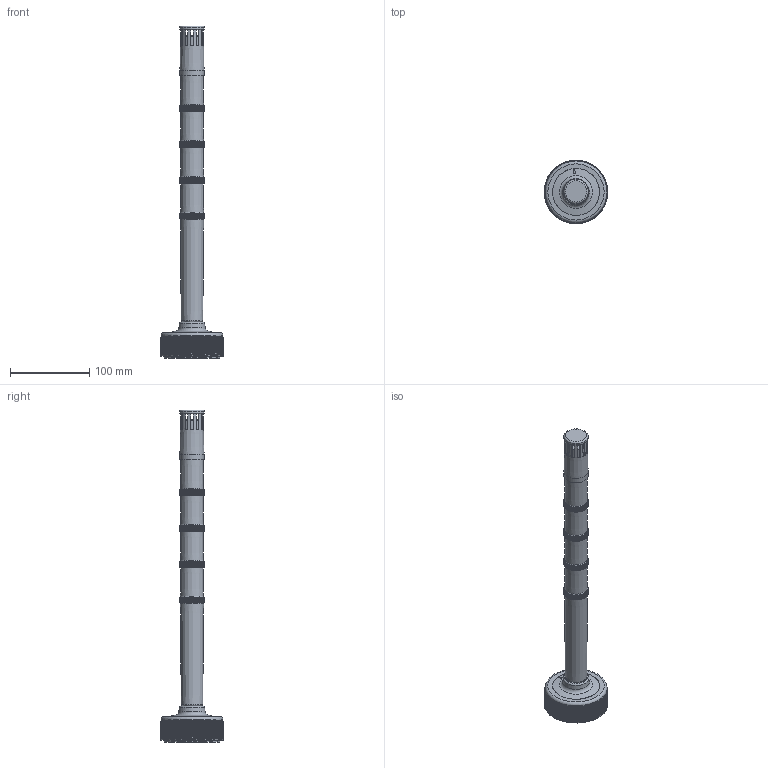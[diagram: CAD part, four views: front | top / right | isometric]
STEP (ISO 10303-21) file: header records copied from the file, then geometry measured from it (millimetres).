
FILE_DESCRIPTION(/* description */ (''),/* implementation_level */ '2;1');
FILE_NAME(/* name */ 'CFR 5 Kalotten Buzzer.stp',/* time_stamp */ '2015-09-07T12:04:40+02:00',/* author */ (''),/* organization */ (''),/* preprocessor_version */ 'ST-DEVELOPER v11',/* originating_system */ 'SIEMENS PLM Software NX 7.5',/* authorisation */ '');
FILE_SCHEMA (('AUTOMOTIVE_DESIGN { 1 0 10303 214 1 1 1 1 }'));
Length unit declared in the file: millimetre
Products named in the file (1): m.ne1B56aoh0
Bounding box: 80.03 x 80.06 x 417.85 mm (x, y, z)
Volume: 400067.2 mm3; surface area: 64900 mm2
Topology: 2 solids, 3 shells, 3646 faces, 10627 edges, 7014 vertices
Faces by surface type: plane 2350, cylinder 956, cone 220, torus 71, bspline 49
Full cylindrical faces by diameter (mm): 5.5 x4, 7.1 x4, 20.5 x1, 29.3 x5, 33.5 x1, 34.5 x1, 37.1 x1, 65.8 x1, 67.4 x1, 70 x1
Entity records: 137169 total; most frequent: CARTESIAN_POINT 33861, ORIENTED_EDGE 21108, DIRECTION 16857, EDGE_CURVE 10554, VERTEX_POINT 6993, AXIS2_PLACEMENT_3D 6435, LINE 3987, VECTOR 3987
